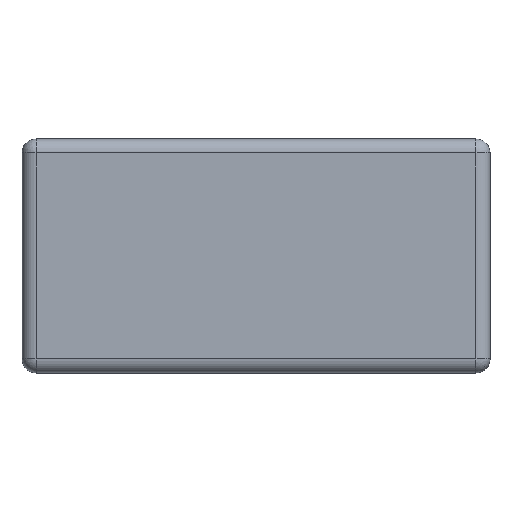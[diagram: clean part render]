
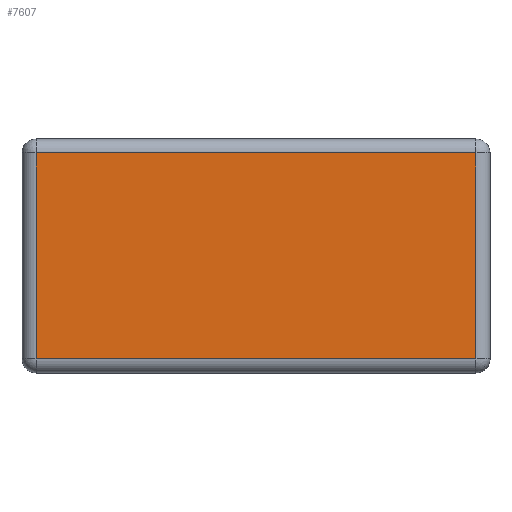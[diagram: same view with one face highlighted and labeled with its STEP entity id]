
A CAD part, top view. The second image highlights one B-rep face of the part: STEP entity #7607.
In plain terms, the highlighted face is planar.
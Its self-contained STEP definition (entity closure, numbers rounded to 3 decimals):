
#7347=CARTESIAN_POINT('',(-47.0,-22.,-13.0));
#7348=VERTEX_POINT('',#7347);
#7356=CARTESIAN_POINT('',(47.,-22.,-13.0));
#7357=VERTEX_POINT('',#7356);
#7358=CARTESIAN_POINT('',(-47.0,-22.,-13.0));
#7359=DIRECTION('',(1.0,0.0,0.0));
#7360=VECTOR('',#7359,94.0);
#7361=LINE('',#7358,#7360);
#7362=EDGE_CURVE('',#7348,#7357,#7361,.T.);
#7394=CARTESIAN_POINT('',(47.0,22.,-13.0));
#7395=VERTEX_POINT('',#7394);
#7396=CARTESIAN_POINT('',(47.0,-22.,-13.0));
#7397=DIRECTION('',(0.0,1.0,0.0));
#7398=VECTOR('',#7397,44.);
#7399=LINE('',#7396,#7398);
#7400=EDGE_CURVE('',#7357,#7395,#7399,.T.);
#7444=CARTESIAN_POINT('',(-47.,22.,-13.0));
#7445=VERTEX_POINT('',#7444);
#7446=CARTESIAN_POINT('',(47.0,22.,-13.0));
#7447=DIRECTION('',(-1.0,0.0,0.0));
#7448=VECTOR('',#7447,94.0);
#7449=LINE('',#7446,#7448);
#7450=EDGE_CURVE('',#7395,#7445,#7449,.T.);
#7499=CARTESIAN_POINT('',(-47.0,22.,-13.0));
#7500=DIRECTION('',(0.0,-1.0,0.0));
#7501=VECTOR('',#7500,44.);
#7502=LINE('',#7499,#7501);
#7503=EDGE_CURVE('',#7445,#7348,#7502,.T.);
#7596=CARTESIAN_POINT('',(0.,0.,-13.0));
#7597=DIRECTION('',(0.0,0.0,1.0));
#7598=DIRECTION('',(1.0,0.0,0.0));
#7599=AXIS2_PLACEMENT_3D('',#7596,#7597,#7598);
#7600=PLANE('',#7599);
#7601=ORIENTED_EDGE('',*,*,#7362,.F.);
#7602=ORIENTED_EDGE('',*,*,#7503,.F.);
#7603=ORIENTED_EDGE('',*,*,#7450,.F.);
#7604=ORIENTED_EDGE('',*,*,#7400,.F.);
#7605=EDGE_LOOP('',(#7601,#7602,#7603,#7604));
#7606=FACE_OUTER_BOUND('',#7605,.T.);
#7607=ADVANCED_FACE('',(#7606),#7600,.F.);
